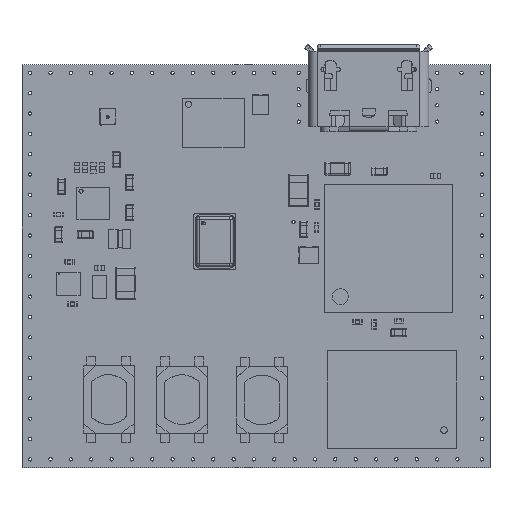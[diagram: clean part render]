
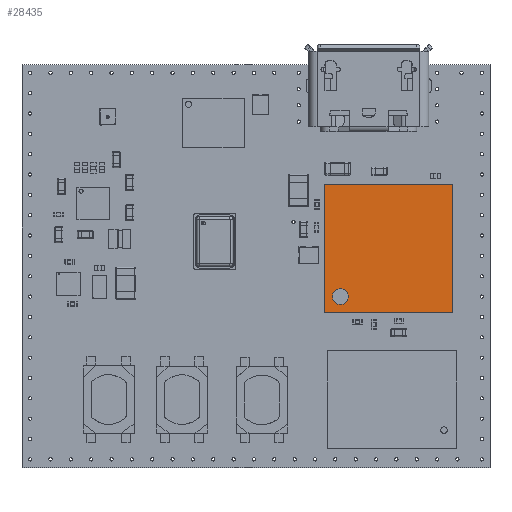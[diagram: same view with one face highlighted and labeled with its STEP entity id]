
A CAD part, top view. The second image highlights one B-rep face of the part: STEP entity #28435.
In plain terms, the highlighted planar face has unit normal (0, 0, 1).
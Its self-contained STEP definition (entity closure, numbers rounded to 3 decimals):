
#2021=FACE_BOUND('',#5683,.T.);
#2335=PLANE('',#31576);
#3744=FACE_OUTER_BOUND('',#5682,.T.);
#5682=EDGE_LOOP('',(#22925,#22926,#22927,#22928));
#5683=EDGE_LOOP('',(#22929));
#7573=LINE('',#45337,#10213);
#7578=LINE('',#45346,#10218);
#7579=LINE('',#45349,#10219);
#7580=LINE('',#45350,#10220);
#10213=VECTOR('',#37022,1.);
#10218=VECTOR('',#37029,1.);
#10219=VECTOR('',#37032,1.);
#10220=VECTOR('',#37033,1.);
#12629=CIRCLE('',#31577,0.5);
#14323=VERTEX_POINT('',#45334);
#14324=VERTEX_POINT('',#45336);
#14327=VERTEX_POINT('',#45344);
#14328=VERTEX_POINT('',#45348);
#14329=VERTEX_POINT('',#45351);
#17420=EDGE_CURVE('',#14323,#14324,#7573,.T.);
#17425=EDGE_CURVE('',#14323,#14327,#7578,.T.);
#17426=EDGE_CURVE('',#14327,#14328,#7579,.T.);
#17427=EDGE_CURVE('',#14324,#14328,#7580,.T.);
#17428=EDGE_CURVE('',#14329,#14329,#12629,.T.);
#22925=ORIENTED_EDGE('',*,*,#17420,.F.);
#22926=ORIENTED_EDGE('',*,*,#17425,.T.);
#22927=ORIENTED_EDGE('',*,*,#17426,.T.);
#22928=ORIENTED_EDGE('',*,*,#17427,.F.);
#22929=ORIENTED_EDGE('',*,*,#17428,.F.);
#28435=ADVANCED_FACE('',(#3744,#2021),#2335,.T.);
#31576=AXIS2_PLACEMENT_3D('',#45347,#37030,#37031);
#31577=AXIS2_PLACEMENT_3D('',#45352,#37034,#37035);
#37022=DIRECTION('',(0.,1.,0.));
#37029=DIRECTION('',(1.,0.,0.));
#37030=DIRECTION('center_axis',(0.,0.,1.));
#37031=DIRECTION('ref_axis',(1.,0.,0.));
#37032=DIRECTION('',(0.,1.,0.));
#37033=DIRECTION('',(1.,0.,0.));
#37034=DIRECTION('center_axis',(0.,0.,1.));
#37035=DIRECTION('ref_axis',(1.,0.,0.));
#45334=CARTESIAN_POINT('',(-4.,-4.,1.3));
#45336=CARTESIAN_POINT('',(-4.,4.,1.3));
#45337=CARTESIAN_POINT('',(-4.,-4.,1.3));
#45344=CARTESIAN_POINT('',(4.,-4.,1.3));
#45346=CARTESIAN_POINT('',(-4.,-4.,1.3));
#45347=CARTESIAN_POINT('Origin',(-4.,-4.,1.3));
#45348=CARTESIAN_POINT('',(4.,4.,1.3));
#45349=CARTESIAN_POINT('',(4.,-4.,1.3));
#45350=CARTESIAN_POINT('',(-4.,4.,1.3));
#45351=CARTESIAN_POINT('',(-3.5,3.,1.3));
#45352=CARTESIAN_POINT('Origin',(-3.,3.,1.3));
